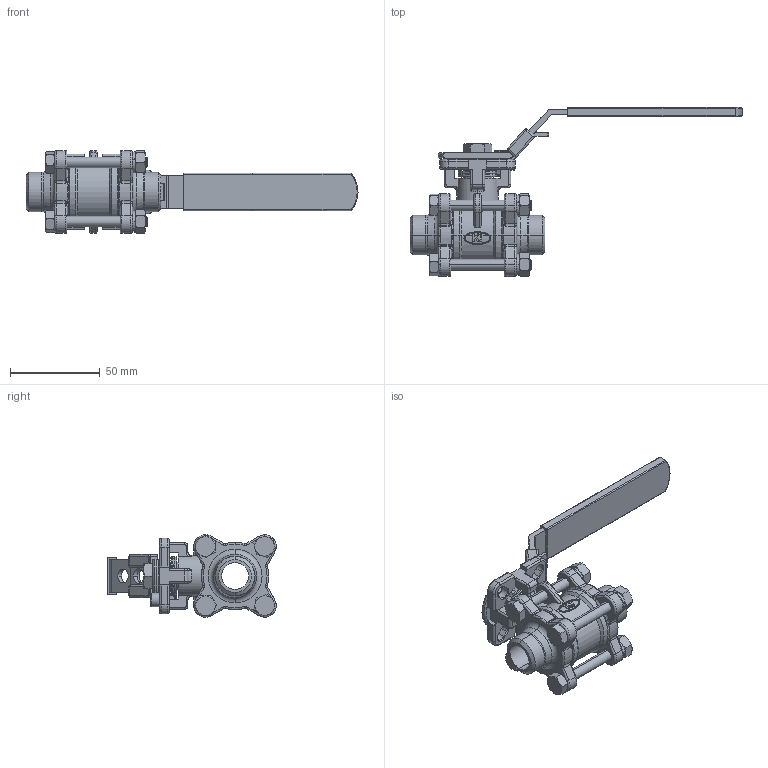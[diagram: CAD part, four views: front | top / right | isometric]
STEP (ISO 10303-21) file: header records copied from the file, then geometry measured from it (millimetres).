
FILE_DESCRIPTION (( 'STEP AP203' ), '1' );
FILE_NAME ('KV-L31 0.5.STEP', '2017-02-07T01:54:26', ( 'XiTongTianDi' ), ( 'XiTongTianDi.Com' ), 'SwSTEP 2.0', 'SolidWorks 2013', '' );
FILE_SCHEMA (( 'CONFIG_CONTROL_DESIGN' ));
Products named in the file (1): KV-L31 0.5
Bounding box: 184.5 x 93.95 x 46.08 mm (x, y, z)
Volume: 83367.5 mm3; surface area: 44394.8 mm2
Topology: 2 solids, 4 shells, 1138 faces, 2954 edges, 1821 vertices
Faces by surface type: plane 372, cylinder 340, bspline 187, cone 126, torus 107, sphere 6
Entity records: 55616 total; most frequent: CARTESIAN_POINT 29502, ORIENTED_EDGE 5864, DIRECTION 4900, EDGE_CURVE 2932, AXIS2_PLACEMENT_3D 1885, VERTEX_POINT 1818, EDGE_LOOP 1206, ADVANCED_FACE 1138
